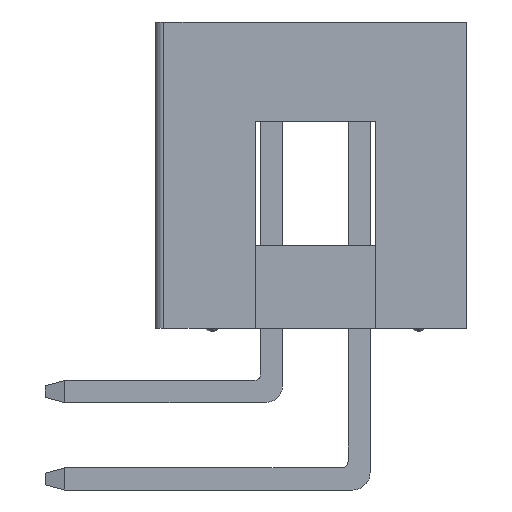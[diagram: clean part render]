
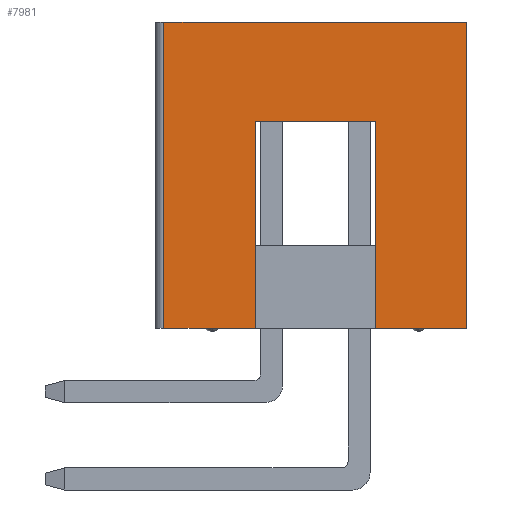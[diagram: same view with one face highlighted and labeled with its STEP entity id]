
A CAD part, left-side view. The second image highlights one B-rep face of the part: STEP entity #7981.
In plain terms, the highlighted planar face has unit normal (-1, 0, 0).
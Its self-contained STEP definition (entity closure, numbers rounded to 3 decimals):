
#4 = VECTOR ( 'NONE', #4770, 1000. ) ;
#146 = LINE ( 'NONE', #3629, #1946 ) ;
#331 = VECTOR ( 'NONE', #10461, 1000. ) ;
#449 = VERTEX_POINT ( 'NONE', #11273 ) ;
#454 = EDGE_CURVE ( 'NONE', #4738, #5985, #10300, .T. ) ;
#487 = CARTESIAN_POINT ( 'NONE',  ( 16.495, -4.4, 8.9 ) ) ;
#533 = CARTESIAN_POINT ( 'NONE',  ( 16.495, 1.75, 6. ) ) ;
#801 = CARTESIAN_POINT ( 'NONE',  ( 16.495, 4.4, 0. ) ) ;
#1088 = CARTESIAN_POINT ( 'NONE',  ( 16.495, -4.4, 0. ) ) ;
#1109 = VECTOR ( 'NONE', #8522, 1000. ) ;
#1332 = EDGE_LOOP ( 'NONE', ( #11105, #7840, #10500, #10289, #6607, #9912, #3587, #2724 ) ) ;
#1540 = CARTESIAN_POINT ( 'NONE',  ( 16.495, -4.4, 8.9 ) ) ;
#1652 = EDGE_CURVE ( 'NONE', #449, #4689, #7477, .T. ) ;
#1662 = CARTESIAN_POINT ( 'NONE',  ( 16.495, -4.4, 0. ) ) ;
#1846 = DIRECTION ( 'NONE',  ( 0., 0., -1. ) ) ;
#1946 = VECTOR ( 'NONE', #7149, 1000. ) ;
#1950 = EDGE_CURVE ( 'NONE', #8799, #5985, #6201, .T. ) ;
#2121 = CARTESIAN_POINT ( 'NONE',  ( 16.495, 4.4, 8.9 ) ) ;
#2672 = DIRECTION ( 'NONE',  ( 0., 0., -1. ) ) ;
#2724 = ORIENTED_EDGE ( 'NONE', *, *, #6668, .T. ) ;
#3587 = ORIENTED_EDGE ( 'NONE', *, *, #9192, .F. ) ;
#3622 = EDGE_CURVE ( 'NONE', #4689, #5665, #146, .T. ) ;
#3629 = CARTESIAN_POINT ( 'NONE',  ( 16.495, 1.75, 6. ) ) ;
#4463 = CARTESIAN_POINT ( 'NONE',  ( 16.495, -4.4, 8.9 ) ) ;
#4480 = DIRECTION ( 'NONE',  ( 0., 0., -1. ) ) ;
#4506 = CARTESIAN_POINT ( 'NONE',  ( 16.495, -4.4, 8.9 ) ) ;
#4689 = VERTEX_POINT ( 'NONE', #533 ) ;
#4738 = VERTEX_POINT ( 'NONE', #10269 ) ;
#4770 = DIRECTION ( 'NONE',  ( 0., 1., 0. ) ) ;
#5328 = PLANE ( 'NONE',  #10216 ) ;
#5380 = FACE_OUTER_BOUND ( 'NONE', #1332, .T. ) ;
#5665 = VERTEX_POINT ( 'NONE', #8840 ) ;
#5985 = VERTEX_POINT ( 'NONE', #1088 ) ;
#6201 = LINE ( 'NONE', #4463, #7720 ) ;
#6313 = EDGE_CURVE ( 'NONE', #6988, #5665, #8735, .T. ) ;
#6607 = ORIENTED_EDGE ( 'NONE', *, *, #454, .T. ) ;
#6668 = EDGE_CURVE ( 'NONE', #10509, #6988, #6842, .T. ) ;
#6842 = LINE ( 'NONE', #10315, #7207 ) ;
#6988 = VERTEX_POINT ( 'NONE', #801 ) ;
#7149 = DIRECTION ( 'NONE',  ( 0., 0., -1. ) ) ;
#7207 = VECTOR ( 'NONE', #7651, 1000. ) ;
#7222 = DIRECTION ( 'NONE',  ( 1., 0., 0. ) ) ;
#7477 = LINE ( 'NONE', #10151, #4 ) ;
#7651 = DIRECTION ( 'NONE',  ( 0., 0., -1. ) ) ;
#7720 = VECTOR ( 'NONE', #1846, 1000. ) ;
#7840 = ORIENTED_EDGE ( 'NONE', *, *, #3622, .F. ) ;
#7981 = ADVANCED_FACE ( 'NONE', ( #5380 ), #5328, .F. ) ;
#8522 = DIRECTION ( 'NONE',  ( 0., -1., 0. ) ) ;
#8634 = CARTESIAN_POINT ( 'NONE',  ( 16.495, -4.4, 0. ) ) ;
#8735 = LINE ( 'NONE', #8634, #11035 ) ;
#8799 = VERTEX_POINT ( 'NONE', #1540 ) ;
#8840 = CARTESIAN_POINT ( 'NONE',  ( 16.495, 1.75, 0. ) ) ;
#8956 = VECTOR ( 'NONE', #4480, 1000. ) ;
#9192 = EDGE_CURVE ( 'NONE', #10509, #8799, #10279, .T. ) ;
#9391 = EDGE_CURVE ( 'NONE', #449, #4738, #11297, .T. ) ;
#9524 = DIRECTION ( 'NONE',  ( 0., -1., 0. ) ) ;
#9529 = CARTESIAN_POINT ( 'NONE',  ( 16.495, -1.75, 6. ) ) ;
#9912 = ORIENTED_EDGE ( 'NONE', *, *, #1950, .F. ) ;
#10151 = CARTESIAN_POINT ( 'NONE',  ( 16.495, 1.75, 6. ) ) ;
#10216 = AXIS2_PLACEMENT_3D ( 'NONE', #4506, #7222, #2672 ) ;
#10269 = CARTESIAN_POINT ( 'NONE',  ( 16.495, -1.75, 0. ) ) ;
#10279 = LINE ( 'NONE', #487, #1109 ) ;
#10289 = ORIENTED_EDGE ( 'NONE', *, *, #9391, .T. ) ;
#10300 = LINE ( 'NONE', #1662, #331 ) ;
#10315 = CARTESIAN_POINT ( 'NONE',  ( 16.495, 4.4, 8.9 ) ) ;
#10461 = DIRECTION ( 'NONE',  ( 0., -1., 0. ) ) ;
#10500 = ORIENTED_EDGE ( 'NONE', *, *, #1652, .F. ) ;
#10509 = VERTEX_POINT ( 'NONE', #2121 ) ;
#11035 = VECTOR ( 'NONE', #9524, 1000. ) ;
#11105 = ORIENTED_EDGE ( 'NONE', *, *, #6313, .T. ) ;
#11273 = CARTESIAN_POINT ( 'NONE',  ( 16.495, -1.75, 6. ) ) ;
#11297 = LINE ( 'NONE', #9529, #8956 ) ;
